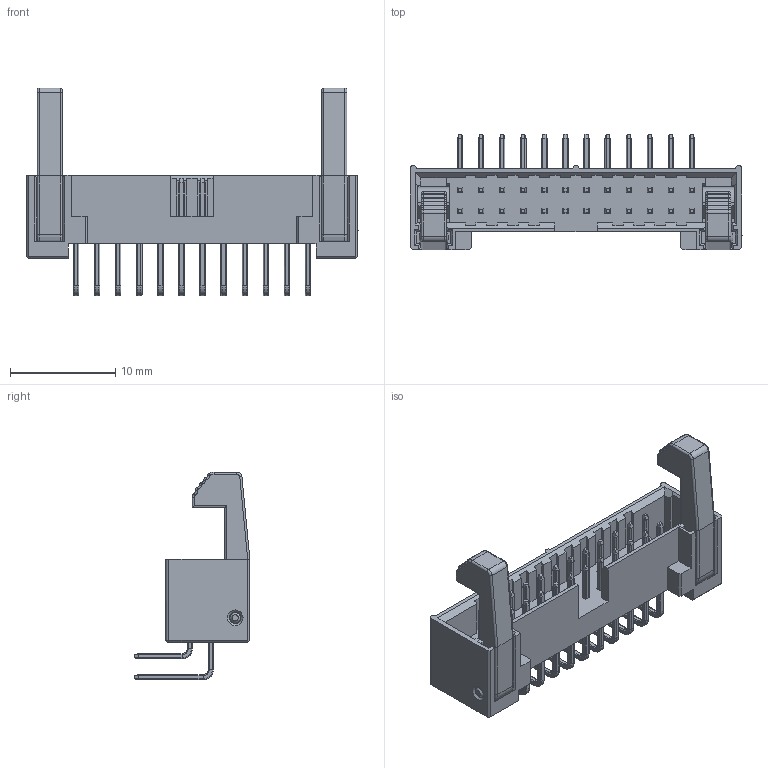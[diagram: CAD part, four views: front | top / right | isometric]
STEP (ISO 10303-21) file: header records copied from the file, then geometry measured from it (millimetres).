
FILE_DESCRIPTION( ('This file contains a STEP AP42 implementation' ,'as created by ZW3D STEP Interface translator.') ,'2;1' );
FILE_NAME( '3223-XXRXXBSX1.stp' ,'231127.171145', (''), ('ZWCAD Software Co.'), 'Version 1.0', 'ZW3D to STEP translator', '' );
FILE_SCHEMA(('AUTOMOTIVE_DESIGN { 1 0 10303 214 1 1 1 1 }'));
Length unit declared in the file: millimetre
Products named in the file (2): 0; 3223-24RG0BST1.stpWZH
Bounding box: 31.54 x 11 x 19.75 mm (x, y, z)
Volume: 524.3 mm3; surface area: 2517.8 mm2
Topology: 3 solids, 3 shells, 1787 faces, 4379 edges, 2272 vertices
Faces by surface type: plane 1106, cylinder 313, bspline 226, torus 132, cone 6, sphere 4
Full cylindrical faces by diameter (mm): 0.8 x2, 1 x4, 1.1 x4
Entity records: 61570 total; most frequent: CARTESIAN_POINT 19984, ORIENTED_EDGE 8382, DIRECTION 7871, EDGE_CURVE 4191, VECTOR 3311, LINE 3311, AXIS2_PLACEMENT_3D 2280, VERTEX_POINT 2276
